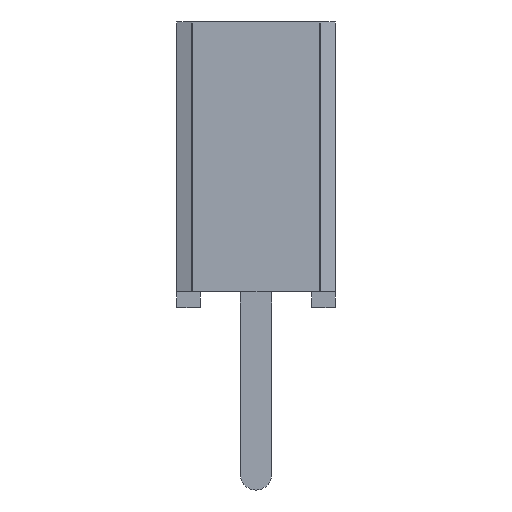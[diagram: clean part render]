
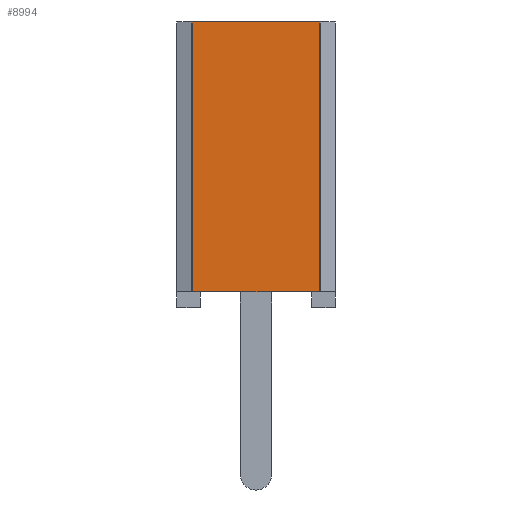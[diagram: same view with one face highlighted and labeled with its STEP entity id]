
A CAD part, left-side view. The second image highlights one B-rep face of the part: STEP entity #8994.
In plain terms, the highlighted planar face has unit normal (-1, 0, 0).
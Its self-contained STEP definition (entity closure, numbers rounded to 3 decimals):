
#8994 = ADVANCED_FACE('',(#8995),#9029,.F.);
#8995 = FACE_BOUND('',#8996,.T.);
#8996 = EDGE_LOOP('',(#8997,#9007,#9015,#9023));
#8997 = ORIENTED_EDGE('',*,*,#8998,.T.);
#8998 = EDGE_CURVE('',#8999,#9001,#9003,.T.);
#8999 = VERTEX_POINT('',#9000);
#9000 = CARTESIAN_POINT('',(-24.879,1.026,4.572));
#9001 = VERTEX_POINT('',#9002);
#9002 = CARTESIAN_POINT('',(-24.879,1.026,0.254));
#9003 = LINE('',#9004,#9005);
#9004 = CARTESIAN_POINT('',(-24.879,1.026,4.572));
#9005 = VECTOR('',#9006,1.);
#9006 = DIRECTION('',(0.,0.,-1.));
#9007 = ORIENTED_EDGE('',*,*,#9008,.T.);
#9008 = EDGE_CURVE('',#9001,#9009,#9011,.T.);
#9009 = VERTEX_POINT('',#9010);
#9010 = CARTESIAN_POINT('',(-24.879,-1.026,0.254));
#9011 = LINE('',#9012,#9013);
#9012 = CARTESIAN_POINT('',(-24.879,0.889,0.254));
#9013 = VECTOR('',#9014,1.);
#9014 = DIRECTION('',(0.,-1.,0.));
#9015 = ORIENTED_EDGE('',*,*,#9016,.T.);
#9016 = EDGE_CURVE('',#9009,#9017,#9019,.T.);
#9017 = VERTEX_POINT('',#9018);
#9018 = CARTESIAN_POINT('',(-24.879,-1.026,4.572));
#9019 = LINE('',#9020,#9021);
#9020 = CARTESIAN_POINT('',(-24.879,-1.026,4.572));
#9021 = VECTOR('',#9022,1.);
#9022 = DIRECTION('',(0.,0.,1.));
#9023 = ORIENTED_EDGE('',*,*,#9024,.F.);
#9024 = EDGE_CURVE('',#8999,#9017,#9025,.T.);
#9025 = LINE('',#9026,#9027);
#9026 = CARTESIAN_POINT('',(-24.879,1.27,4.572));
#9027 = VECTOR('',#9028,1.);
#9028 = DIRECTION('',(0.,-1.,0.));
#9029 = PLANE('',#9030);
#9030 = AXIS2_PLACEMENT_3D('',#9031,#9032,#9033);
#9031 = CARTESIAN_POINT('',(-24.879,1.27,4.572));
#9032 = DIRECTION('',(1.,0.,0.));
#9033 = DIRECTION('',(0.,1.,0.));
